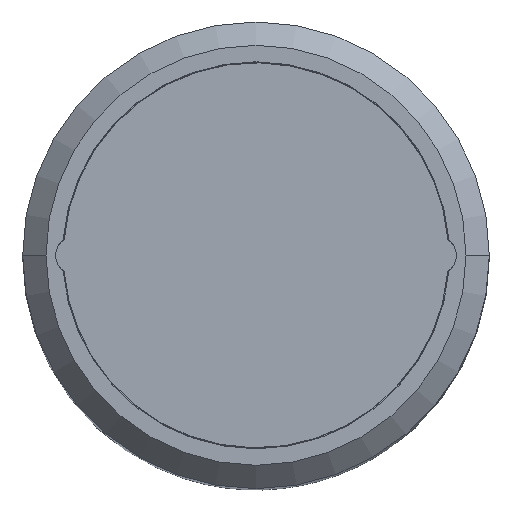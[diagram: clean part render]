
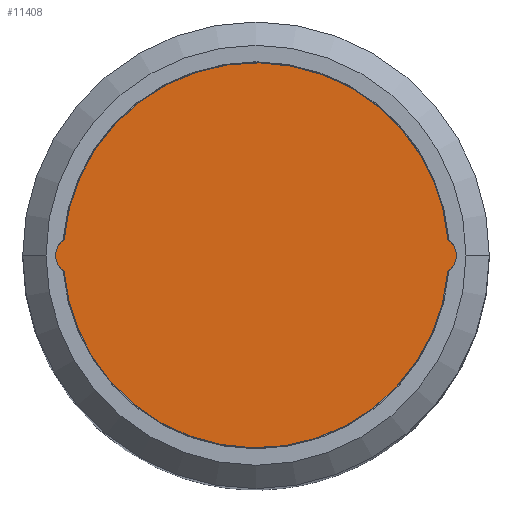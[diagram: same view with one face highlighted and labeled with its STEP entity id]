
A CAD part, top view. The second image highlights one B-rep face of the part: STEP entity #11408.
In plain terms, the highlighted face is planar.
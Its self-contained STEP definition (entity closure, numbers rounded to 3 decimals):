
#10157=CARTESIAN_POINT('',(4.65,0.,0.));
#10158=DIRECTION('',(0.,0.,-1.));
#10159=DIRECTION('',(0.566,0.825,0.));
#10160=AXIS2_PLACEMENT_3D('',#10157,#10158,#10159);
#10165=CARTESIAN_POINT('',(0.,0.,0.));
#10166=DIRECTION('',(0.,0.,-1.));
#10167=DIRECTION('',(-0.855,0.519,0.));
#10168=AXIS2_PLACEMENT_3D('',#10165,#10166,#10167);
#10173=CARTESIAN_POINT('',(0.,0.,0.));
#10174=DIRECTION('',(0.,0.,-1.));
#10175=DIRECTION('',(-0.997,0.083,0.));
#10176=AXIS2_PLACEMENT_3D('',#10173,#10174,#10175);
#10181=CARTESIAN_POINT('',(-4.65,0.,0.));
#10182=DIRECTION('',(0.,0.,-1.));
#10183=DIRECTION('',(-0.566,-0.825,0.));
#10184=AXIS2_PLACEMENT_3D('',#10181,#10182,#10183);
#10189=CARTESIAN_POINT('',(0.,0.,0.));
#10190=DIRECTION('',(0.,0.,-1.));
#10191=DIRECTION('',(0.855,-0.519,0.));
#10192=AXIS2_PLACEMENT_3D('',#10189,#10190,#10191);
#10197=CARTESIAN_POINT('',(0.,0.,0.));
#10198=DIRECTION('',(0.,0.,-1.));
#10199=DIRECTION('',(0.997,-0.083,0.));
#10200=AXIS2_PLACEMENT_3D('',#10197,#10198,#10199);
#10309=CARTESIAN_POINT('',(4.933,0.412,0.));
#10310=CARTESIAN_POINT('',(4.933,-0.412,0.));
#10311=VERTEX_POINT('',#10309);
#10312=VERTEX_POINT('',#10310);
#10313=CARTESIAN_POINT('',(-4.933,-0.412,0.));
#10314=CARTESIAN_POINT('',(-4.933,0.412,0.));
#10315=VERTEX_POINT('',#10313);
#10316=VERTEX_POINT('',#10314);
#10420=CARTESIAN_POINT('',(-4.232,2.568,0.));
#10422=VERTEX_POINT('',#10420);
#10424=CARTESIAN_POINT('',(4.232,-2.568,0.));
#10426=VERTEX_POINT('',#10424);
#11393=CARTESIAN_POINT('',(0.,0.,0.));
#11394=DIRECTION('',(0.,0.,1.));
#11395=DIRECTION('',(1.,0.,0.));
#11396=AXIS2_PLACEMENT_3D('',#11393,#11394,#11395);
#11397=PLANE('',#11396);
#11399=ORIENTED_EDGE('',*,*,#11398,.F.);
#11400=ORIENTED_EDGE('',*,*,#11339,.F.);
#11401=ORIENTED_EDGE('',*,*,#11380,.F.);
#11403=ORIENTED_EDGE('',*,*,#11402,.F.);
#11404=ORIENTED_EDGE('',*,*,#11370,.F.);
#11405=ORIENTED_EDGE('',*,*,#11349,.F.);
#11406=EDGE_LOOP('',(#11399,#11400,#11401,#11403,#11404,#11405));
#11407=FACE_OUTER_BOUND('',#11406,.F.);
#11408=ADVANCED_FACE('',(#11407),#11397,.F.);
#10161=CIRCLE('',#10160,0.5);
#10169=CIRCLE('',#10168,4.95);
#10177=CIRCLE('',#10176,4.95);
#10185=CIRCLE('',#10184,0.5);
#10193=CIRCLE('',#10192,4.95);
#10201=CIRCLE('',#10200,4.95);
#11339=EDGE_CURVE('',#10422,#10311,#10169,.T.);
#11349=EDGE_CURVE('',#10312,#10426,#10201,.T.);
#11370=EDGE_CURVE('',#10426,#10315,#10193,.T.);
#11380=EDGE_CURVE('',#10316,#10422,#10177,.T.);
#11398=EDGE_CURVE('',#10311,#10312,#10161,.T.);
#11402=EDGE_CURVE('',#10315,#10316,#10185,.T.);
